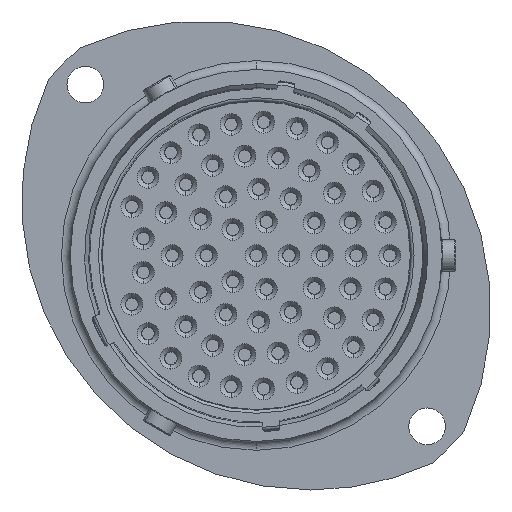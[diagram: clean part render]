
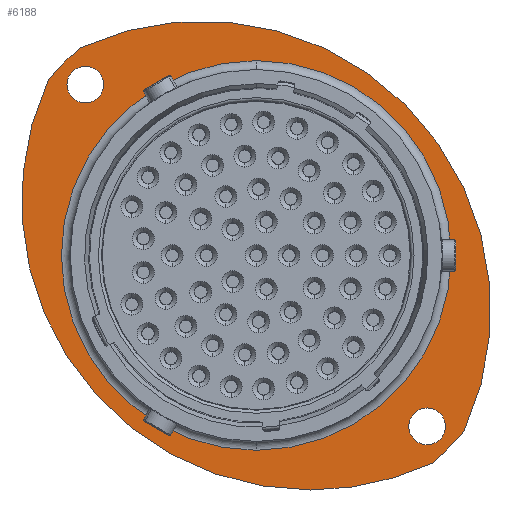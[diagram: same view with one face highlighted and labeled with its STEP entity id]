
A CAD part, left-side view. The second image highlights one B-rep face of the part: STEP entity #6188.
In plain terms, the highlighted planar face has unit normal (-1, 0, 0).
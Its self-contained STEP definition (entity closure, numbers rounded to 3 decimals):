
#449 = VERTEX_POINT ( 'NONE', #35580 ) ;
#1776 = ORIENTED_EDGE ( 'NONE', *, *, #74899, .F. ) ;
#2559 = DIRECTION ( 'NONE',  ( 0., 0., -1. ) ) ;
#2813 = CARTESIAN_POINT ( 'NONE',  ( 15.22, 0., 19.895 ) ) ;
#3152 = PLANE ( 'NONE',  #55410 ) ;
#3506 = DIRECTION ( 'NONE',  ( 0., 0., -1. ) ) ;
#3842 = CARTESIAN_POINT ( 'NONE',  ( 15.22, -5.551, 5.551 ) ) ;
#4634 = EDGE_CURVE ( 'NONE', #27497, #37296, #70469, .T. ) ;
#6188 = ADVANCED_FACE ( 'NONE', ( #41566, #42743, #33476, #61096 ), #3152, .F. ) ;
#7624 = ORIENTED_EDGE ( 'NONE', *, *, #4634, .T. ) ;
#9413 = VERTEX_POINT ( 'NONE', #27048 ) ;
#9648 = CARTESIAN_POINT ( 'NONE',  ( 15.22, 0., 0. ) ) ;
#10202 = DIRECTION ( 'NONE',  ( -1., 0., 0. ) ) ;
#10376 = VERTEX_POINT ( 'NONE', #32285 ) ;
#10508 = AXIS2_PLACEMENT_3D ( 'NONE', #33261, #47718, #91974 ) ;
#10771 = AXIS2_PLACEMENT_3D ( 'NONE', #46467, #10202, #68590 ) ;
#11239 = EDGE_CURVE ( 'NONE', #449, #68879, #37456, .T. ) ;
#11367 = CARTESIAN_POINT ( 'NONE',  ( 15.22, -5.551, -23.949 ) ) ;
#13777 = ORIENTED_EDGE ( 'NONE', *, *, #11239, .T. ) ;
#14391 = DIRECTION ( 'NONE',  ( 0., 0., -1. ) ) ;
#16855 = AXIS2_PLACEMENT_3D ( 'NONE', #94547, #74005, #14391 ) ;
#17477 = AXIS2_PLACEMENT_3D ( 'NONE', #9648, #60004, #90174 ) ;
#18276 = CARTESIAN_POINT ( 'NONE',  ( 15.22, -17.448, -19.323 ) ) ;
#18342 = EDGE_LOOP ( 'NONE', ( #81920, #58617, #13777, #81213, #82664 ) ) ;
#18811 = VERTEX_POINT ( 'NONE', #11367 ) ;
#18856 = ORIENTED_EDGE ( 'NONE', *, *, #88932, .T. ) ;
#19602 = VERTEX_POINT ( 'NONE', #18276 ) ;
#19751 = DIRECTION ( 'NONE',  ( 0., 0., -1. ) ) ;
#20383 = CARTESIAN_POINT ( 'NONE',  ( 15.22, 0., 0. ) ) ;
#21061 = CARTESIAN_POINT ( 'NONE',  ( 15.22, 17.448, 19.323 ) ) ;
#22590 = DIRECTION ( 'NONE',  ( -1., 0., 0. ) ) ;
#22813 = DIRECTION ( 'NONE',  ( -1., 0., 0. ) ) ;
#23698 = VERTEX_POINT ( 'NONE', #77062 ) ;
#24360 = DIRECTION ( 'NONE',  ( 0., 0., -1. ) ) ;
#24708 = ORIENTED_EDGE ( 'NONE', *, *, #43678, .F. ) ;
#26403 = AXIS2_PLACEMENT_3D ( 'NONE', #60096, #22590, #45032 ) ;
#26689 = CARTESIAN_POINT ( 'NONE',  ( 15.22, -17.448, -15.573 ) ) ;
#26917 = DIRECTION ( 'NONE',  ( 1., 0., 0. ) ) ;
#27048 = CARTESIAN_POINT ( 'NONE',  ( 15.22, 17.448, 15.573 ) ) ;
#27497 = VERTEX_POINT ( 'NONE', #88730 ) ;
#28979 = EDGE_LOOP ( 'NONE', ( #1776, #55185 ) ) ;
#29062 = AXIS2_PLACEMENT_3D ( 'NONE', #3842, #39783, #2559 ) ;
#31921 = AXIS2_PLACEMENT_3D ( 'NONE', #20383, #77769, #19751 ) ;
#32285 = CARTESIAN_POINT ( 'NONE',  ( 15.22, 17.98, 21.203 ) ) ;
#32651 = CARTESIAN_POINT ( 'NONE',  ( 15.22, 18.995, 0. ) ) ;
#33261 = CARTESIAN_POINT ( 'NONE',  ( 15.22, 0., 0. ) ) ;
#33476 = FACE_BOUND ( 'NONE', #88806, .T. ) ;
#33918 = CIRCLE ( 'NONE', #31921, 19.895 ) ;
#34035 = VERTEX_POINT ( 'NONE', #26689 ) ;
#35580 = CARTESIAN_POINT ( 'NONE',  ( 15.22, -17.98, -21.203 ) ) ;
#35822 = EDGE_CURVE ( 'NONE', #10376, #23698, #79570, .T. ) ;
#36843 = CARTESIAN_POINT ( 'NONE',  ( 15.22, -21.203, -17.98 ) ) ;
#37163 = CIRCLE ( 'NONE', #10771, 1.875 ) ;
#37296 = VERTEX_POINT ( 'NONE', #2813 ) ;
#37456 = CIRCLE ( 'NONE', #17477, 27.8 ) ;
#38286 = EDGE_CURVE ( 'NONE', #34035, #19602, #40935, .T. ) ;
#38611 = CIRCLE ( 'NONE', #39746, 1.875 ) ;
#39746 = AXIS2_PLACEMENT_3D ( 'NONE', #83060, #53903, #3506 ) ;
#39783 = DIRECTION ( 'NONE',  ( -1., 0., 0. ) ) ;
#40276 = DIRECTION ( 'NONE',  ( -1., 0., 0. ) ) ;
#40935 = CIRCLE ( 'NONE', #69207, 1.875 ) ;
#41566 = FACE_BOUND ( 'NONE', #92026, .T. ) ;
#42743 = FACE_BOUND ( 'NONE', #28979, .T. ) ;
#43678 = EDGE_CURVE ( 'NONE', #19602, #34035, #72835, .T. ) ;
#44948 = DIRECTION ( 'NONE',  ( 0., 0., -1. ) ) ;
#45032 = DIRECTION ( 'NONE',  ( 0., 0., -1. ) ) ;
#46467 = CARTESIAN_POINT ( 'NONE',  ( 15.22, 17.448, 17.448 ) ) ;
#47011 = DIRECTION ( 'NONE',  ( 0., 0., -1. ) ) ;
#47718 = DIRECTION ( 'NONE',  ( -1., 0., 0. ) ) ;
#48321 = CARTESIAN_POINT ( 'NONE',  ( 15.22, -5.551, 5.551 ) ) ;
#51700 = VERTEX_POINT ( 'NONE', #21061 ) ;
#52412 = EDGE_CURVE ( 'NONE', #23698, #18811, #82098, .T. ) ;
#53903 = DIRECTION ( 'NONE',  ( -1., 0., 0. ) ) ;
#55185 = ORIENTED_EDGE ( 'NONE', *, *, #61088, .F. ) ;
#55410 = AXIS2_PLACEMENT_3D ( 'NONE', #32651, #83987, #24360 ) ;
#55625 = CIRCLE ( 'NONE', #83306, 29.5 ) ;
#58617 = ORIENTED_EDGE ( 'NONE', *, *, #78814, .T. ) ;
#60004 = DIRECTION ( 'NONE',  ( -1., 0., 0. ) ) ;
#60044 = EDGE_CURVE ( 'NONE', #68879, #10376, #80125, .T. ) ;
#60096 = CARTESIAN_POINT ( 'NONE',  ( 15.22, -17.448, -17.448 ) ) ;
#61088 = EDGE_CURVE ( 'NONE', #51700, #9413, #37163, .T. ) ;
#61096 = FACE_OUTER_BOUND ( 'NONE', #18342, .T. ) ;
#63117 = DIRECTION ( 'NONE',  ( 0., 0., -1. ) ) ;
#66468 = CARTESIAN_POINT ( 'NONE',  ( 15.22, -17.448, -17.448 ) ) ;
#68590 = DIRECTION ( 'NONE',  ( 0., 0., -1. ) ) ;
#68756 = AXIS2_PLACEMENT_3D ( 'NONE', #91724, #26917, #63117 ) ;
#68879 = VERTEX_POINT ( 'NONE', #36843 ) ;
#69207 = AXIS2_PLACEMENT_3D ( 'NONE', #66468, #22813, #44948 ) ;
#70469 = CIRCLE ( 'NONE', #68756, 19.895 ) ;
#72835 = CIRCLE ( 'NONE', #26403, 1.875 ) ;
#74005 = DIRECTION ( 'NONE',  ( -1., 0., 0. ) ) ;
#74121 = ORIENTED_EDGE ( 'NONE', *, *, #38286, .F. ) ;
#74899 = EDGE_CURVE ( 'NONE', #9413, #51700, #38611, .T. ) ;
#77062 = CARTESIAN_POINT ( 'NONE',  ( 15.22, 21.203, 17.98 ) ) ;
#77769 = DIRECTION ( 'NONE',  ( 1., 0., 0. ) ) ;
#78814 = EDGE_CURVE ( 'NONE', #18811, #449, #55625, .T. ) ;
#79570 = CIRCLE ( 'NONE', #10508, 27.8 ) ;
#80125 = CIRCLE ( 'NONE', #16855, 29.5 ) ;
#81213 = ORIENTED_EDGE ( 'NONE', *, *, #60044, .T. ) ;
#81920 = ORIENTED_EDGE ( 'NONE', *, *, #52412, .T. ) ;
#82098 = CIRCLE ( 'NONE', #29062, 29.5 ) ;
#82664 = ORIENTED_EDGE ( 'NONE', *, *, #35822, .T. ) ;
#83060 = CARTESIAN_POINT ( 'NONE',  ( 15.22, 17.448, 17.448 ) ) ;
#83306 = AXIS2_PLACEMENT_3D ( 'NONE', #48321, #40276, #47011 ) ;
#83987 = DIRECTION ( 'NONE',  ( 1., 0., 0. ) ) ;
#88730 = CARTESIAN_POINT ( 'NONE',  ( 15.22, 0., -19.895 ) ) ;
#88806 = EDGE_LOOP ( 'NONE', ( #24708, #74121 ) ) ;
#88932 = EDGE_CURVE ( 'NONE', #37296, #27497, #33918, .T. ) ;
#90174 = DIRECTION ( 'NONE',  ( 0., 0., 1. ) ) ;
#91724 = CARTESIAN_POINT ( 'NONE',  ( 15.22, 0., 0. ) ) ;
#91974 = DIRECTION ( 'NONE',  ( 0., 0., 1. ) ) ;
#92026 = EDGE_LOOP ( 'NONE', ( #7624, #18856 ) ) ;
#94547 = CARTESIAN_POINT ( 'NONE',  ( 15.22, 5.551, -5.551 ) ) ;
